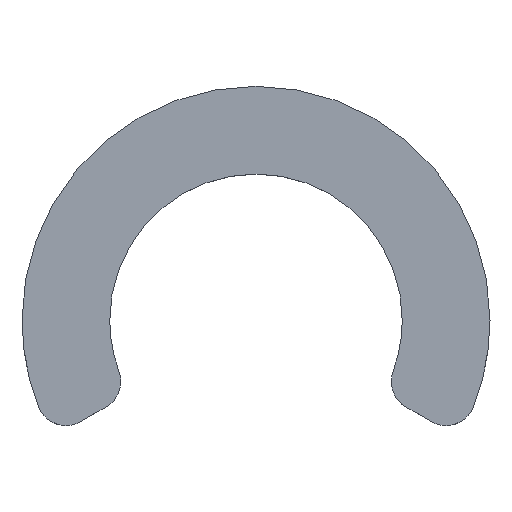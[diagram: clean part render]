
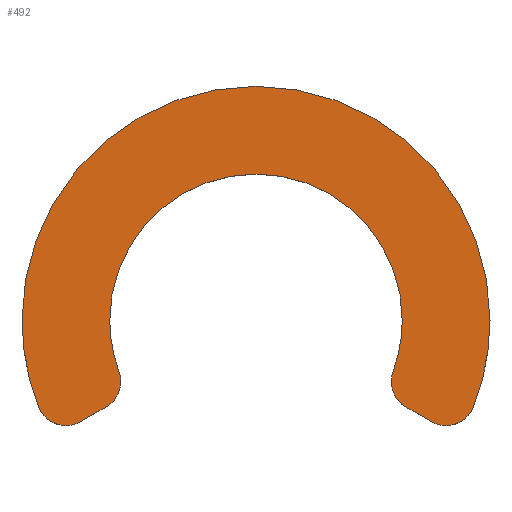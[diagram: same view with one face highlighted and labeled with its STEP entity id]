
A CAD part, top view. The second image highlights one B-rep face of the part: STEP entity #492.
In plain terms, the highlighted planar face has unit normal (0, 0, 1).
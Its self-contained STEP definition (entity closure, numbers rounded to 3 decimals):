
#1 = CARTESIAN_POINT ( 'NONE',  ( 3.25, -1.299, 0.5 ) ) ;
#2 = VERTEX_POINT ( 'NONE', #315 ) ;
#3 = EDGE_CURVE ( 'NONE', #157, #138, #470, .T. ) ;
#10 = DIRECTION ( 'NONE',  ( 0., 0., -1. ) ) ;
#19 = ORIENTED_EDGE ( 'NONE', *, *, #81, .T. ) ;
#20 = DIRECTION ( 'NONE',  ( 1., 0., 0. ) ) ;
#27 = CIRCLE ( 'NONE', #431, 2.5 ) ;
#29 = ORIENTED_EDGE ( 'NONE', *, *, #295, .T. ) ;
#33 = CARTESIAN_POINT ( 'NONE',  ( 2.312, -1.046, 0.5 ) ) ;
#41 = CARTESIAN_POINT ( 'NONE',  ( -4., 0., 0.5 ) ) ;
#61 = DIRECTION ( 'NONE',  ( 0.866, 0.5, 0. ) ) ;
#81 = EDGE_CURVE ( 'NONE', #419, #2, #532, .T. ) ;
#98 = VERTEX_POINT ( 'NONE', #267 ) ;
#120 = EDGE_CURVE ( 'NONE', #154, #419, #142, .T. ) ;
#126 = AXIS2_PLACEMENT_3D ( 'NONE', #519, #475, #127 ) ;
#127 = DIRECTION ( 'NONE',  ( 1., 0., 0. ) ) ;
#133 = ORIENTED_EDGE ( 'NONE', *, *, #120, .T. ) ;
#138 = VERTEX_POINT ( 'NONE', #421 ) ;
#142 = CIRCLE ( 'NONE', #553, 0.5 ) ;
#143 = VECTOR ( 'NONE', #61, 1000. ) ;
#145 = DIRECTION ( 'NONE',  ( 0.866, -0.5, 0. ) ) ;
#150 = ORIENTED_EDGE ( 'NONE', *, *, #433, .T. ) ;
#154 = VERTEX_POINT ( 'NONE', #33 ) ;
#157 = VERTEX_POINT ( 'NONE', #456 ) ;
#158 = DIRECTION ( 'NONE',  ( 0., 0., 1. ) ) ;
#159 = EDGE_CURVE ( 'NONE', #527, #237, #313, .T. ) ;
#161 = ORIENTED_EDGE ( 'NONE', *, *, #220, .T. ) ;
#164 = CIRCLE ( 'NONE', #218, 0.5 ) ;
#166 = VERTEX_POINT ( 'NONE', #244 ) ;
#176 = CARTESIAN_POINT ( 'NONE',  ( 0., 0., 0.5 ) ) ;
#177 = AXIS2_PLACEMENT_3D ( 'NONE', #413, #285, #278 ) ;
#179 = CARTESIAN_POINT ( 'NONE',  ( 2.812, -1.046, 0.5 ) ) ;
#186 = CARTESIAN_POINT ( 'NONE',  ( -2.562, -1.479, 0.5 ) ) ;
#190 = AXIS2_PLACEMENT_3D ( 'NONE', #1, #215, #296 ) ;
#194 = DIRECTION ( 'NONE',  ( -1., 0., 0. ) ) ;
#197 = DIRECTION ( 'NONE',  ( 0., 0., 1. ) ) ;
#199 = ORIENTED_EDGE ( 'NONE', *, *, #260, .T. ) ;
#204 = EDGE_CURVE ( 'NONE', #509, #98, #430, .T. ) ;
#215 = DIRECTION ( 'NONE',  ( 0., 0., 1. ) ) ;
#216 = CARTESIAN_POINT ( 'NONE',  ( 2.562, -1.479, 0.5 ) ) ;
#218 = AXIS2_PLACEMENT_3D ( 'NONE', #219, #551, #428 ) ;
#219 = CARTESIAN_POINT ( 'NONE',  ( 2.812, -1.046, 0.5 ) ) ;
#220 = EDGE_CURVE ( 'NONE', #138, #395, #261, .T. ) ;
#222 = ORIENTED_EDGE ( 'NONE', *, *, #510, .T. ) ;
#229 = DIRECTION ( 'NONE',  ( 1., 0., 0. ) ) ;
#231 = DIRECTION ( 'NONE',  ( 0., 0., 1. ) ) ;
#234 = PLANE ( 'NONE',  #516 ) ;
#235 = CIRCLE ( 'NONE', #298, 4. ) ;
#237 = VERTEX_POINT ( 'NONE', #496 ) ;
#244 = CARTESIAN_POINT ( 'NONE',  ( -3.714, -1.485, 0.5 ) ) ;
#259 = CARTESIAN_POINT ( 'NONE',  ( -2.5, 0., 0.5 ) ) ;
#260 = EDGE_CURVE ( 'NONE', #2, #157, #555, .T. ) ;
#261 = CIRCLE ( 'NONE', #505, 4. ) ;
#267 = CARTESIAN_POINT ( 'NONE',  ( -2.343, -0.872, 0.5 ) ) ;
#268 = CARTESIAN_POINT ( 'NONE',  ( 0., 0., 0.5 ) ) ;
#269 = VERTEX_POINT ( 'NONE', #259 ) ;
#270 = FACE_OUTER_BOUND ( 'NONE', #288, .T. ) ;
#272 = DIRECTION ( 'NONE',  ( 0., -1., 0. ) ) ;
#273 = EDGE_CURVE ( 'NONE', #166, #458, #425, .T. ) ;
#276 = LINE ( 'NONE', #186, #143 ) ;
#278 = DIRECTION ( 'NONE',  ( 0., -1., 0. ) ) ;
#285 = DIRECTION ( 'NONE',  ( 0., 0., -1. ) ) ;
#288 = EDGE_LOOP ( 'NONE', ( #488, #133, #19, #199, #464, #161, #29, #328, #150, #482, #543, #222, #319 ) ) ;
#295 = EDGE_CURVE ( 'NONE', #395, #166, #235, .T. ) ;
#296 = DIRECTION ( 'NONE',  ( 1., 0., 0. ) ) ;
#297 = AXIS2_PLACEMENT_3D ( 'NONE', #176, #231, #229 ) ;
#298 = AXIS2_PLACEMENT_3D ( 'NONE', #432, #435, #556 ) ;
#304 = AXIS2_PLACEMENT_3D ( 'NONE', #382, #474, #272 ) ;
#307 = EDGE_CURVE ( 'NONE', #237, #154, #164, .T. ) ;
#313 = CIRCLE ( 'NONE', #177, 2.5 ) ;
#315 = CARTESIAN_POINT ( 'NONE',  ( 3., -1.732, 0.5 ) ) ;
#319 = ORIENTED_EDGE ( 'NONE', *, *, #159, .T. ) ;
#320 = CARTESIAN_POINT ( 'NONE',  ( -2.812, -1.046, 0.5 ) ) ;
#328 = ORIENTED_EDGE ( 'NONE', *, *, #273, .T. ) ;
#350 = DIRECTION ( 'NONE',  ( 1., 0., 0. ) ) ;
#359 = CARTESIAN_POINT ( 'NONE',  ( 2.5, 0., 0.5 ) ) ;
#382 = CARTESIAN_POINT ( 'NONE',  ( 0., 0., 0.5 ) ) ;
#391 = DIRECTION ( 'NONE',  ( 0., 0., 1. ) ) ;
#395 = VERTEX_POINT ( 'NONE', #41 ) ;
#397 = DIRECTION ( 'NONE',  ( 0., -1., 0. ) ) ;
#400 = AXIS2_PLACEMENT_3D ( 'NONE', #320, #459, #194 ) ;
#409 = CARTESIAN_POINT ( 'NONE',  ( 0., 0., 0.5 ) ) ;
#413 = CARTESIAN_POINT ( 'NONE',  ( 0., 0., 0.5 ) ) ;
#419 = VERTEX_POINT ( 'NONE', #216 ) ;
#420 = EDGE_CURVE ( 'NONE', #98, #269, #548, .T. ) ;
#421 = CARTESIAN_POINT ( 'NONE',  ( 4., 0., 0.5 ) ) ;
#425 = CIRCLE ( 'NONE', #126, 0.5 ) ;
#428 = DIRECTION ( 'NONE',  ( 1., 0., 0. ) ) ;
#430 = CIRCLE ( 'NONE', #400, 0.5 ) ;
#431 = AXIS2_PLACEMENT_3D ( 'NONE', #268, #10, #397 ) ;
#432 = CARTESIAN_POINT ( 'NONE',  ( 0., 0., 0.5 ) ) ;
#433 = EDGE_CURVE ( 'NONE', #458, #509, #276, .T. ) ;
#435 = DIRECTION ( 'NONE',  ( 0., 0., 1. ) ) ;
#436 = CARTESIAN_POINT ( 'NONE',  ( 2.562, -1.479, 0.5 ) ) ;
#456 = CARTESIAN_POINT ( 'NONE',  ( 3.714, -1.485, 0.5 ) ) ;
#458 = VERTEX_POINT ( 'NONE', #481 ) ;
#459 = DIRECTION ( 'NONE',  ( 0., 0., 1. ) ) ;
#464 = ORIENTED_EDGE ( 'NONE', *, *, #3, .T. ) ;
#470 = CIRCLE ( 'NONE', #297, 4. ) ;
#474 = DIRECTION ( 'NONE',  ( 0., 0., -1. ) ) ;
#475 = DIRECTION ( 'NONE',  ( 0., 0., 1. ) ) ;
#481 = CARTESIAN_POINT ( 'NONE',  ( -3., -1.732, 0.5 ) ) ;
#482 = ORIENTED_EDGE ( 'NONE', *, *, #204, .T. ) ;
#488 = ORIENTED_EDGE ( 'NONE', *, *, #307, .T. ) ;
#492 = ADVANCED_FACE ( 'NONE', ( #270 ), #234, .T. ) ;
#496 = CARTESIAN_POINT ( 'NONE',  ( 2.343, -0.872, 0.5 ) ) ;
#505 = AXIS2_PLACEMENT_3D ( 'NONE', #409, #197, #538 ) ;
#507 = CARTESIAN_POINT ( 'NONE',  ( 2.812, -1.046, 0.5 ) ) ;
#509 = VERTEX_POINT ( 'NONE', #523 ) ;
#510 = EDGE_CURVE ( 'NONE', #269, #527, #27, .T. ) ;
#514 = VECTOR ( 'NONE', #145, 1000. ) ;
#516 = AXIS2_PLACEMENT_3D ( 'NONE', #179, #391, #350 ) ;
#519 = CARTESIAN_POINT ( 'NONE',  ( -3.25, -1.299, 0.5 ) ) ;
#523 = CARTESIAN_POINT ( 'NONE',  ( -2.562, -1.479, 0.5 ) ) ;
#527 = VERTEX_POINT ( 'NONE', #359 ) ;
#532 = LINE ( 'NONE', #436, #514 ) ;
#538 = DIRECTION ( 'NONE',  ( 1., 0., 0. ) ) ;
#543 = ORIENTED_EDGE ( 'NONE', *, *, #420, .T. ) ;
#548 = CIRCLE ( 'NONE', #304, 2.5 ) ;
#551 = DIRECTION ( 'NONE',  ( 0., 0., 1. ) ) ;
#553 = AXIS2_PLACEMENT_3D ( 'NONE', #507, #158, #20 ) ;
#555 = CIRCLE ( 'NONE', #190, 0.5 ) ;
#556 = DIRECTION ( 'NONE',  ( 1., 0., 0. ) ) ;
